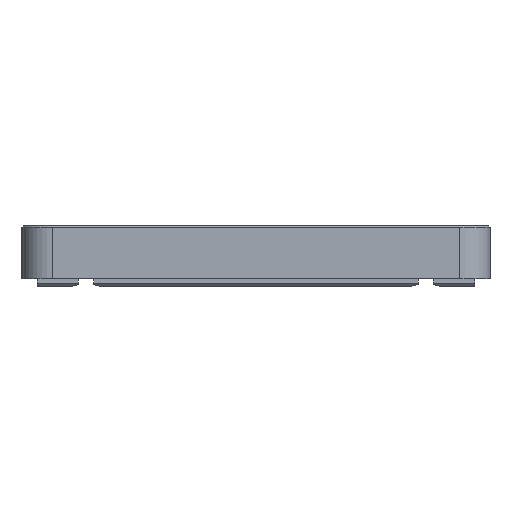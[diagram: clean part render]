
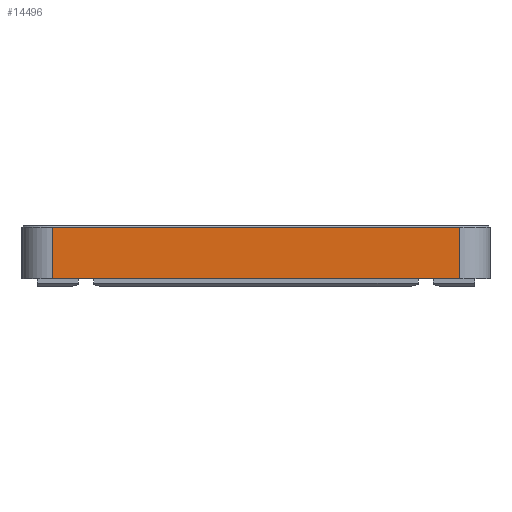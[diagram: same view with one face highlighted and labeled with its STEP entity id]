
A CAD part, left-side view. The second image highlights one B-rep face of the part: STEP entity #14496.
In plain terms, the highlighted planar face has unit normal (-1, 0, 0).
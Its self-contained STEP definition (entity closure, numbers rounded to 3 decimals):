
#952=FACE_OUTER_BOUND('',#1930,.T.);
#1930=EDGE_LOOP('',(#10102,#10103,#10104,#10105));
#3092=LINE('',#22684,#4750);
#3131=LINE('',#22767,#4789);
#3132=LINE('',#22770,#4790);
#3133=LINE('',#22771,#4791);
#4750=VECTOR('',#17246,10.);
#4789=VECTOR('',#17323,10.);
#4790=VECTOR('',#17326,10.);
#4791=VECTOR('',#17327,10.);
#6540=VERTEX_POINT('',#22678);
#6541=VERTEX_POINT('',#22682);
#6566=VERTEX_POINT('',#22765);
#6567=VERTEX_POINT('',#22769);
#7832=EDGE_CURVE('',#6540,#6541,#3092,.T.);
#7875=EDGE_CURVE('',#6566,#6540,#3131,.T.);
#7876=EDGE_CURVE('',#6567,#6566,#3132,.T.);
#7877=EDGE_CURVE('',#6541,#6567,#3133,.T.);
#10102=ORIENTED_EDGE('',*,*,#7832,.F.);
#10103=ORIENTED_EDGE('',*,*,#7875,.F.);
#10104=ORIENTED_EDGE('',*,*,#7876,.F.);
#10105=ORIENTED_EDGE('',*,*,#7877,.F.);
#13899=PLANE('',#15586);
#14496=ADVANCED_FACE('',(#952),#13899,.F.);
#15586=AXIS2_PLACEMENT_3D('',#22768,#17324,#17325);
#17246=DIRECTION('',(0.,-1.,0.));
#17323=DIRECTION('',(0.,0.,1.));
#17324=DIRECTION('center_axis',(1.,0.,0.));
#17325=DIRECTION('ref_axis',(0.,-1.,0.));
#17326=DIRECTION('',(0.,1.,0.));
#17327=DIRECTION('',(0.,0.,-1.));
#22678=CARTESIAN_POINT('',(-30.742,26.267,3.295));
#22682=CARTESIAN_POINT('',(-30.742,-27.705,3.295));
#22684=CARTESIAN_POINT('',(-30.742,29.183,3.295));
#22765=CARTESIAN_POINT('',(-30.742,26.267,-3.505));
#22767=CARTESIAN_POINT('',(-30.742,26.267,0.495));
#22768=CARTESIAN_POINT('Origin',(-30.742,59.045,3.495));
#22769=CARTESIAN_POINT('',(-30.742,-27.705,-3.505));
#22770=CARTESIAN_POINT('',(-30.742,29.183,-3.505));
#22771=CARTESIAN_POINT('',(-30.742,-27.705,0.495));
